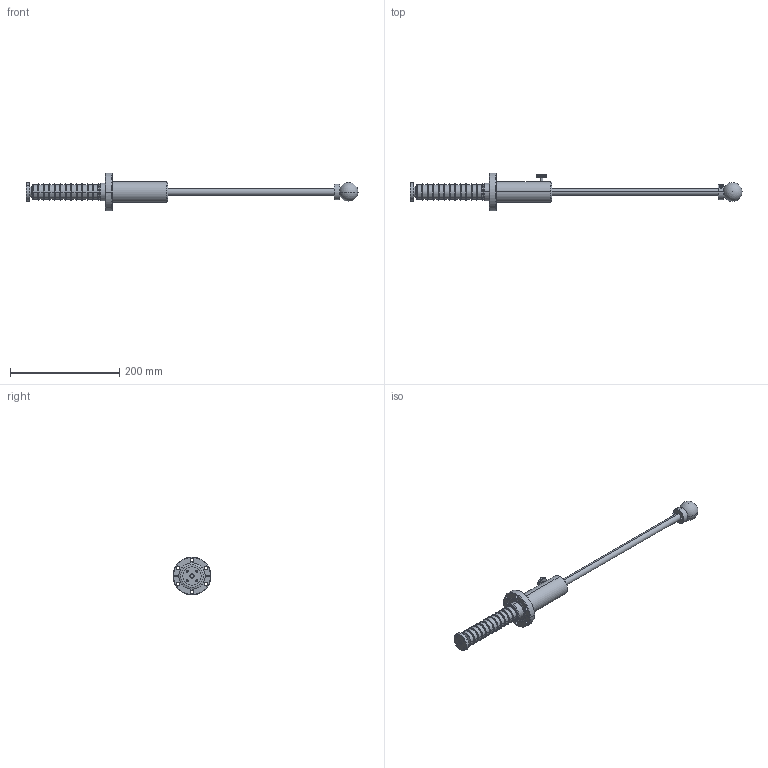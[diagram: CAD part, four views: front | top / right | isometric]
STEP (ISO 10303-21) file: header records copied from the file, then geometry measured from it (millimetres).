
FILE_DESCRIPTION (( 'STEP AP214' ), '1' );
FILE_NAME ('QN109351-01, FLML-275-50-12.STEP', '2017-10-02T19:51:57', ( 'My Thermionics' ), ( '' ), 'SwSTEP 2.0', 'SolidWorks 2010', '' );
FILE_SCHEMA (( 'AUTOMOTIVE_DESIGN' ));
Length unit declared in the file: inch
Products named in the file (1): QN109351-01, FLML-275-50-12
Bounding box: 608.43 x 69.34 x 69.34 mm (x, y, z)
Surface area: 82302.9 mm2 (no closed solid volume)
Topology: 0 solids, 49 shells, 267 faces, 703 edges, 463 vertices
Faces by surface type: cylinder 135, cone 74, plane 54, torus 2, sphere 2
Entity records: 12118 total; most frequent: CARTESIAN_POINT 1786, DIRECTION 1635, ORIENTED_EDGE 1159, EDGE_CURVE 696, AXIS2_PLACEMENT_3D 689, VERTEX_POINT 460, CIRCLE 421, EDGE_LOOP 328
